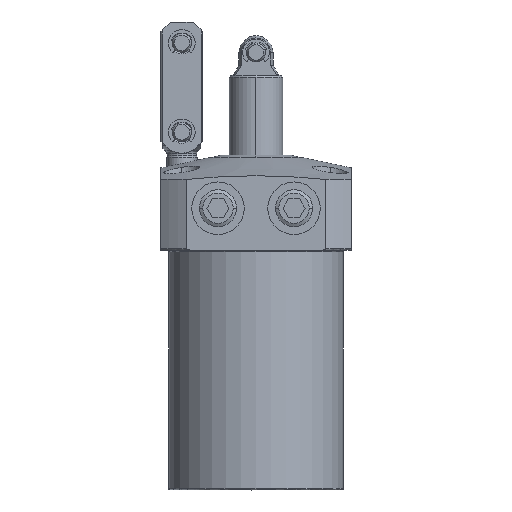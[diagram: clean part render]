
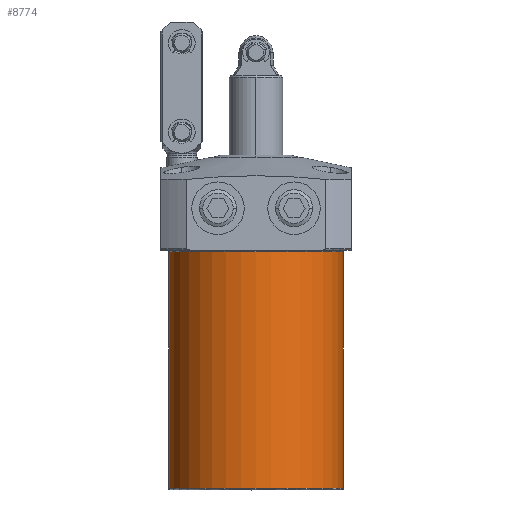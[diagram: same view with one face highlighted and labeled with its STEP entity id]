
A CAD part, top view. The second image highlights one B-rep face of the part: STEP entity #8774.
In plain terms, the highlighted cylindrical face has radius 23 mm (diameter 46 mm), a partial arc.
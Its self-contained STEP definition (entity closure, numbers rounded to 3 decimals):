
#78 = EDGE_CURVE ( 'NONE', #11106, #10996, #6179, .T. ) ;
#89 = EDGE_CURVE ( 'NONE', #11009, #11003, #6161, .T. ) ;
#90 = EDGE_CURVE ( 'NONE', #11003, #11106, #6158, .T. ) ;
#91 = EDGE_CURVE ( 'NONE', #11009, #10996, #6157, .T. ) ;
#2444 = DIRECTION ( 'NONE',  ( 0., 1., 0. ) ) ;
#2445 = CARTESIAN_POINT ( 'NONE',  ( -23., 0., 0. ) ) ;
#2446 = DIRECTION ( 'NONE',  ( -1., 0., 0. ) ) ;
#2447 = DIRECTION ( 'NONE',  ( 0., 1., 0. ) ) ;
#2448 = CARTESIAN_POINT ( 'NONE',  ( 0., -86.8, 0. ) ) ;
#2453 = DIRECTION ( 'NONE',  ( 0., 1., 0. ) ) ;
#2466 = CARTESIAN_POINT ( 'NONE',  ( 23., 0., 0. ) ) ;
#2584 = DIRECTION ( 'NONE',  ( -1., 0., 0. ) ) ;
#2585 = DIRECTION ( 'NONE',  ( 0., -1., 0. ) ) ;
#2586 = CARTESIAN_POINT ( 'NONE',  ( 0., -24.6, 0. ) ) ;
#3522 = DIRECTION ( 'NONE',  ( -1., 0., 0. ) ) ;
#3526 = DIRECTION ( 'NONE',  ( 0., 1., 0. ) ) ;
#3527 = CARTESIAN_POINT ( 'NONE',  ( 0., 0., 0. ) ) ;
#3984 = AXIS2_PLACEMENT_3D ( 'NONE', #2448, #2447, #2446 ) ;
#4005 = AXIS2_PLACEMENT_3D ( 'NONE', #2586, #2585, #2584 ) ;
#4628 = AXIS2_PLACEMENT_3D ( 'NONE', #3527, #3526, #3522 ) ;
#6152 = VECTOR ( 'NONE', #2444, 1000. ) ;
#6155 = VECTOR ( 'NONE', #2453, 1000. ) ;
#6157 = LINE ( 'NONE', #2445, #6152 ) ;
#6158 = LINE ( 'NONE', #2466, #6155 ) ;
#6161 = CIRCLE ( 'NONE', #3984, 23. ) ;
#6179 = CIRCLE ( 'NONE', #4005, 23. ) ;
#8774 = ADVANCED_FACE ( 'NONE', ( #10138 ), #10120, .T. ) ;
#10120 = CYLINDRICAL_SURFACE ( 'NONE', #4628, 23. ) ;
#10138 = FACE_OUTER_BOUND ( 'NONE', #11385, .T. ) ;
#10368 = CARTESIAN_POINT ( 'NONE',  ( -23., -24.6, 0. ) ) ;
#10374 = CARTESIAN_POINT ( 'NONE',  ( 23., -86.8, 0. ) ) ;
#10379 = CARTESIAN_POINT ( 'NONE',  ( -23., -86.8, 0. ) ) ;
#10464 = CARTESIAN_POINT ( 'NONE',  ( 23., -24.6, 0. ) ) ;
#10996 = VERTEX_POINT ( 'NONE', #10368 ) ;
#11003 = VERTEX_POINT ( 'NONE', #10374 ) ;
#11009 = VERTEX_POINT ( 'NONE', #10379 ) ;
#11106 = VERTEX_POINT ( 'NONE', #10464 ) ;
#11385 = EDGE_LOOP ( 'NONE', ( #12554, #11831, #12415, #11829 ) ) ;
#11829 = ORIENTED_EDGE ( 'NONE', *, *, #91, .F. ) ;
#11831 = ORIENTED_EDGE ( 'NONE', *, *, #90, .T. ) ;
#12415 = ORIENTED_EDGE ( 'NONE', *, *, #78, .T. ) ;
#12554 = ORIENTED_EDGE ( 'NONE', *, *, #89, .T. ) ;
